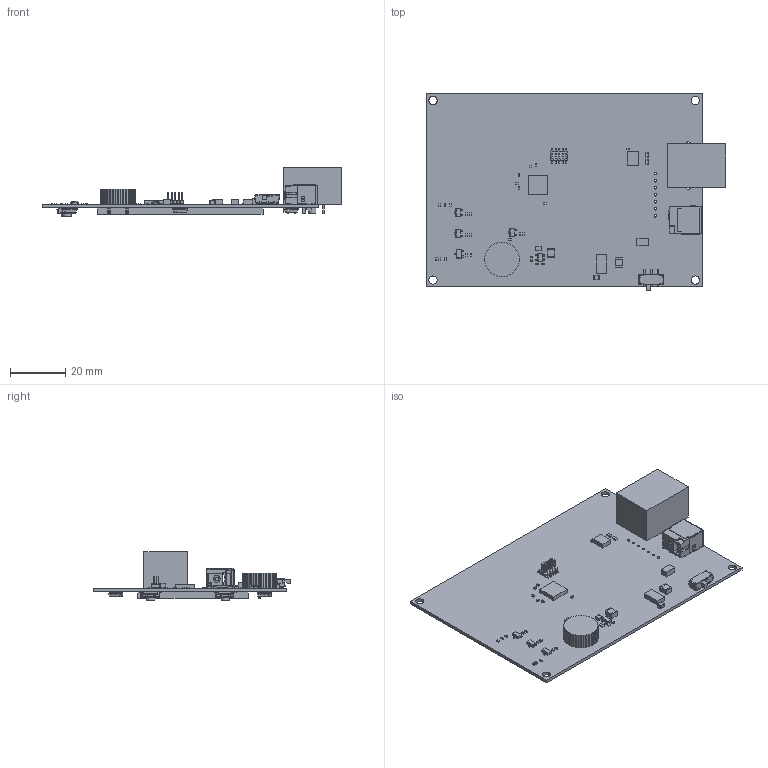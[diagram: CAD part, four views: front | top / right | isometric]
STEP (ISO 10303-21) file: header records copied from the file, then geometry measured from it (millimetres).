
FILE_DESCRIPTION(('Open CASCADE Model'),'2;1');
FILE_NAME('Open CASCADE Shape Model','2020-04-05T19:01:54',('Author'),( 'Open CASCADE'),'Open CASCADE STEP processor 6.8','Open CASCADE 6.8' ,'Unknown');
FILE_SCHEMA(('AUTOMOTIVE_DESIGN { 1 0 10303 214 1 1 1 1 }'));
Length unit declared in the file: millimetre
Products named in the file (119): PCB; Board; Open CASCADE STEP translator 6.8 3.1.1; C6; 6256207936; Extruded; 6256202256; R21; 6256206816; 6256206496; R20; R19; R18; R17; R16; U4; 8563500560; Body; Open_CASCADE_STEP_translator_6.8_5.1.1; Leader; R7; 7437248016; 7437247056; U5; 6381653664; C9; R15; C8; 6256201136; C7; SW1; js102011saqn; D7; 5050_LED_package; D6; D5; D4; D3; J3; CUI_PJ-051AH ...
Assembly tree (209 placements, depth 5):
  PCB
    Board
      Open CASCADE STEP translator 6.8 3.1.1
    C6
      6256207936
        Extruded
      6256202256  x2
        Extruded
    R21
      6256206816  x2
        Extruded
      6256206496
        Extruded
    R20
      6256206816  x2
        Extruded
      6256206496
        Extruded
    R19
      6256206816  x2
        Extruded
      6256206496
        Extruded
    R18
      6256206816  x2
        Extruded
      6256206496
        Extruded
    R17
      6256206816  x2
        Extruded
      6256206496
        Extruded
    R16
      6256206816  x2
        Extruded
      6256206496
        Extruded
    U4
      8563500560
        Body
          Open_CASCADE_STEP_translator_6.8_5.1.1
        Leader  x5
    R7
      7437248016  x2
        Extruded
      7437247056
        Extruded
    U5
      6381653664
        Extruded
    C9
      6256207936
        Extruded
      6256202256  x2
        Extruded
    R15
      6256206816  x2
        Extruded
      6256206496
Bounding box: 108.58 x 71.22 x 17.73 mm (x, y, z)
Volume: 18118.7 mm3; surface area: 26446.5 mm2
Topology: 182 solids, 182 shells, 2816 faces, 6546 edges, 4088 vertices
Faces by surface type: plane 2212, cylinder 499, bspline 49, sphere 42, cone 10, torus 4
Full cylindrical faces by diameter (mm): 0.6 x12, 0.85 x2, 0.9 x9, 1.1 x8, 1.7 x2, 2.5 x2, 3 x7, 3.15 x2, 3.2 x2
Entity records: 46267 total; most frequent: CARTESIAN_POINT 8838, DIRECTION 6915, ORIENTED_EDGE 6828, EDGE_CURVE 3414, LINE 2867, VECTOR 2867, VERTEX_POINT 2180, AXIS2_PLACEMENT_3D 2024
